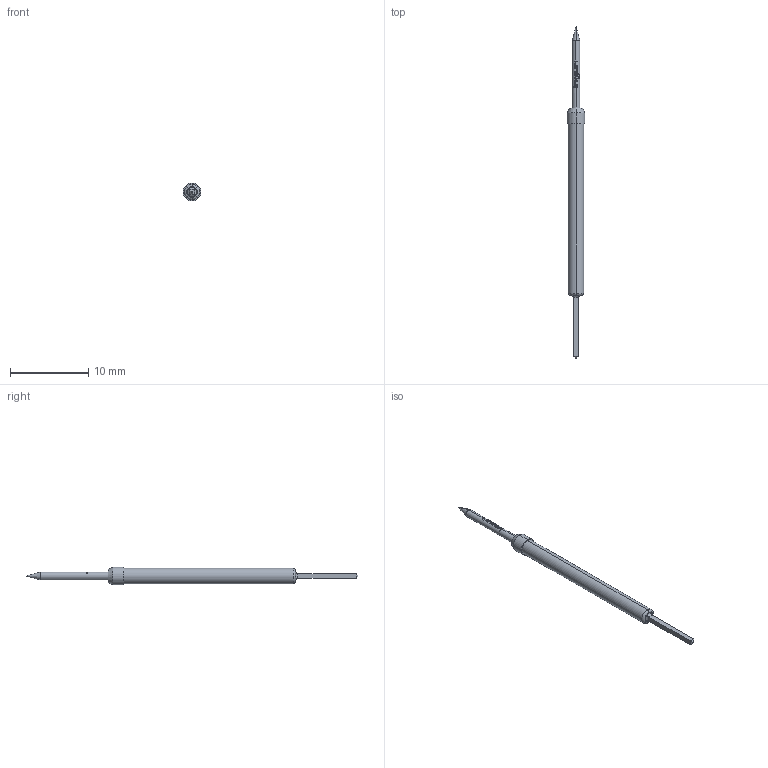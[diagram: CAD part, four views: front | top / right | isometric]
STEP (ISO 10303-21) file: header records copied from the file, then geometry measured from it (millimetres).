
FILE_DESCRIPTION (( 'STEP AP203' ), '1' );
FILE_NAME ('INGUN_GKS-102_201_100_A_xx02_W.STEP', '2021-11-02T09:13:27', ( 'ochi' ), ( '' ), 'SwSTEP 2.0', 'SolidWorks 2018', '' );
FILE_SCHEMA (( 'CONFIG_CONTROL_DESIGN' ));
Length unit declared in the file: millimetre
Products named in the file (1): INGUN_GKS-102_201_100_A_xx02_W
Bounding box: 2.3 x 42.5 x 2.3 mm (x, y, z)
Volume: 87.2 mm3; surface area: 207.3 mm2
Topology: 1 solids, 1 shells, 120 faces, 322 edges, 205 vertices
Faces by surface type: plane 55, bspline 30, cylinder 29, cone 4, torus 2
Entity records: 4835 total; most frequent: CARTESIAN_POINT 2328, ORIENTED_EDGE 640, EDGE_CURVE 320, DIRECTION 294, B_SPLINE_CURVE_WITH_KNOTS 234, VERTEX_POINT 205, EDGE_LOOP 123, AXIS2_PLACEMENT_3D 121
